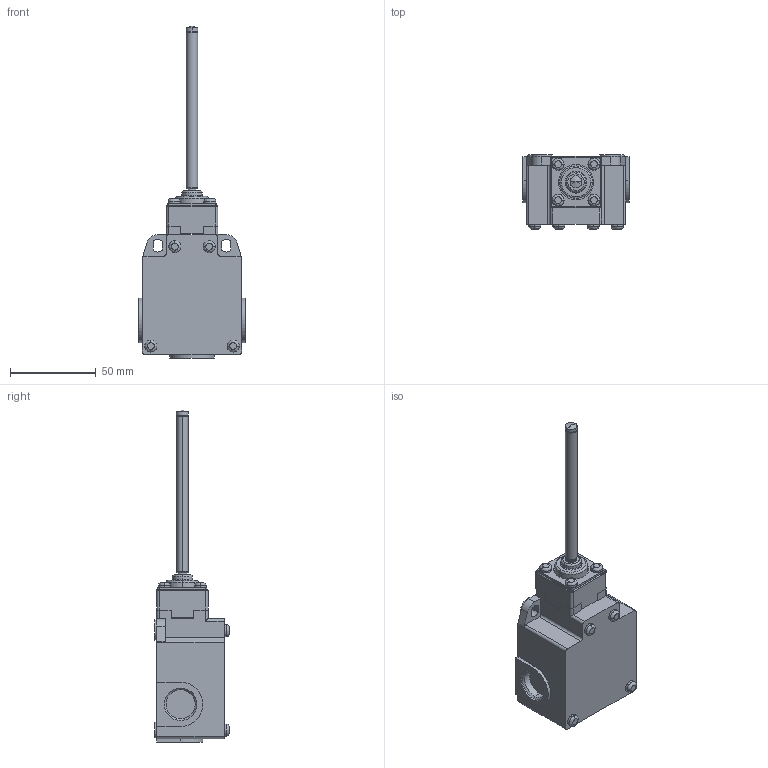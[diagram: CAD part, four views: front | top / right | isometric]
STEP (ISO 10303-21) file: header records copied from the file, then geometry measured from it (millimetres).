
FILE_DESCRIPTION (( 'STEP AP214' ), '1' );
FILE_NAME ('ABM6E93Z11.step', '2017-12-19T21:06:52', ( '' ), ( '' ), 'SwSTEP 2.0', 'SolidWorks 2017', '' );
FILE_SCHEMA (( 'AUTOMOTIVE_DESIGN' ));
Length unit declared in the file: inch
Products named in the file (1): ABM6E93Z11
Bounding box: 62 x 43.3 x 193.8 mm (x, y, z)
Volume: 168833.1 mm3; surface area: 27008.6 mm2
Topology: 3 solids, 3 shells, 217 faces, 535 edges, 343 vertices
Faces by surface type: cylinder 88, plane 87, bspline 32, cone 10
Entity records: 9962 total; most frequent: CARTESIAN_POINT 1958, DIRECTION 1091, ORIENTED_EDGE 1066, EDGE_CURVE 533, AXIS2_PLACEMENT_3D 406, VERTEX_POINT 343, VECTOR 279, LINE 279
